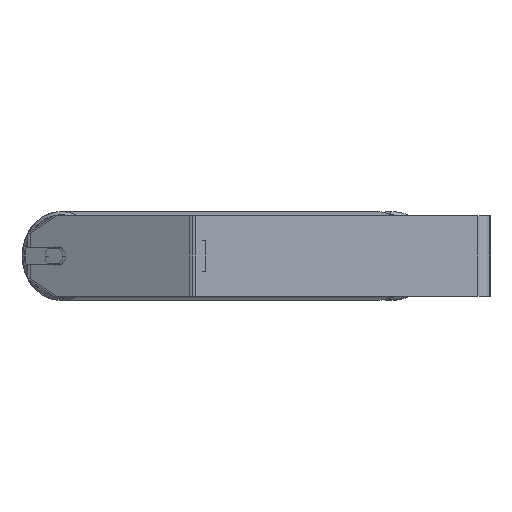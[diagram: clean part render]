
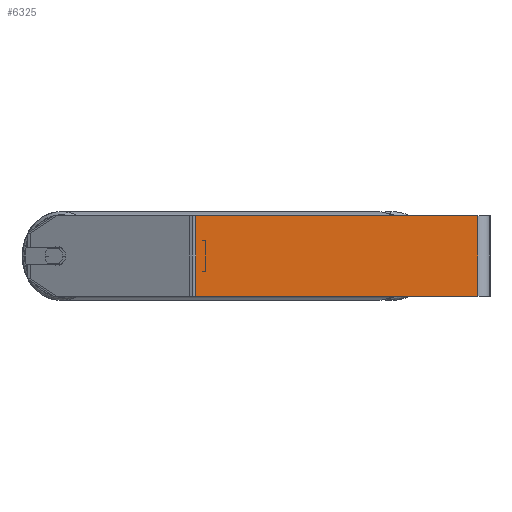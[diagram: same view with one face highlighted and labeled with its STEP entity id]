
A CAD part, left-side view. The second image highlights one B-rep face of the part: STEP entity #6325.
In plain terms, the highlighted planar face has unit normal (-1, 0, 0).
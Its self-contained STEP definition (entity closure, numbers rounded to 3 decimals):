
#466 = AXIS2_PLACEMENT_3D ( 'NONE', #1003, #3048, #4942 ) ;
#500 = DIRECTION ( 'NONE',  ( 0., -1., 0. ) ) ;
#657 = ORIENTED_EDGE ( 'NONE', *, *, #3460, .T. ) ;
#1003 = CARTESIAN_POINT ( 'NONE',  ( -1000., 296.918, 40. ) ) ;
#1249 = LINE ( 'NONE', #1957, #7847 ) ;
#1632 = FACE_OUTER_BOUND ( 'NONE', #4817, .T. ) ;
#1710 = VERTEX_POINT ( 'NONE', #3234 ) ;
#1867 = DIRECTION ( 'NONE',  ( 0., 0., -1. ) ) ;
#1957 = CARTESIAN_POINT ( 'NONE',  ( -1000., 293.703, 40. ) ) ;
#2106 = ORIENTED_EDGE ( 'NONE', *, *, #8276, .T. ) ;
#2284 = ORIENTED_EDGE ( 'NONE', *, *, #7018, .F. ) ;
#2529 = LINE ( 'NONE', #5847, #6659 ) ;
#2611 = LINE ( 'NONE', #8677, #7406 ) ;
#3048 = DIRECTION ( 'NONE',  ( 1., 0., 0. ) ) ;
#3234 = CARTESIAN_POINT ( 'NONE',  ( -1000., 293.703, -40. ) ) ;
#3251 = LINE ( 'NONE', #6473, #4256 ) ;
#3455 = CARTESIAN_POINT ( 'NONE',  ( -1000., 12., -40. ) ) ;
#3460 = EDGE_CURVE ( 'NONE', #1710, #3539, #2529, .T. ) ;
#3519 = VERTEX_POINT ( 'NONE', #4163 ) ;
#3539 = VERTEX_POINT ( 'NONE', #3455 ) ;
#3775 = DIRECTION ( 'NONE',  ( 0., -1., 0. ) ) ;
#3975 = ORIENTED_EDGE ( 'NONE', *, *, #5605, .F. ) ;
#4163 = CARTESIAN_POINT ( 'NONE',  ( -1000., 12., 40. ) ) ;
#4256 = VECTOR ( 'NONE', #3775, 1000. ) ;
#4278 = PLANE ( 'NONE',  #466 ) ;
#4817 = EDGE_LOOP ( 'NONE', ( #657, #2284, #3975, #2106 ) ) ;
#4942 = DIRECTION ( 'NONE',  ( 0., 0., -1. ) ) ;
#5605 = EDGE_CURVE ( 'NONE', #5764, #3519, #3251, .T. ) ;
#5764 = VERTEX_POINT ( 'NONE', #6084 ) ;
#5847 = CARTESIAN_POINT ( 'NONE',  ( -1000., 296.918, -40. ) ) ;
#6084 = CARTESIAN_POINT ( 'NONE',  ( -1000., 293.703, 40. ) ) ;
#6325 = ADVANCED_FACE ( 'NONE', ( #1632 ), #4278, .F. ) ;
#6473 = CARTESIAN_POINT ( 'NONE',  ( -1000., 296.918, 40. ) ) ;
#6659 = VECTOR ( 'NONE', #500, 1000. ) ;
#6716 = DIRECTION ( 'NONE',  ( 0., 0., -1. ) ) ;
#7018 = EDGE_CURVE ( 'NONE', #3519, #3539, #2611, .T. ) ;
#7406 = VECTOR ( 'NONE', #6716, 1000. ) ;
#7847 = VECTOR ( 'NONE', #1867, 1000. ) ;
#8276 = EDGE_CURVE ( 'NONE', #5764, #1710, #1249, .T. ) ;
#8677 = CARTESIAN_POINT ( 'NONE',  ( -1000., 12., 40. ) ) ;
